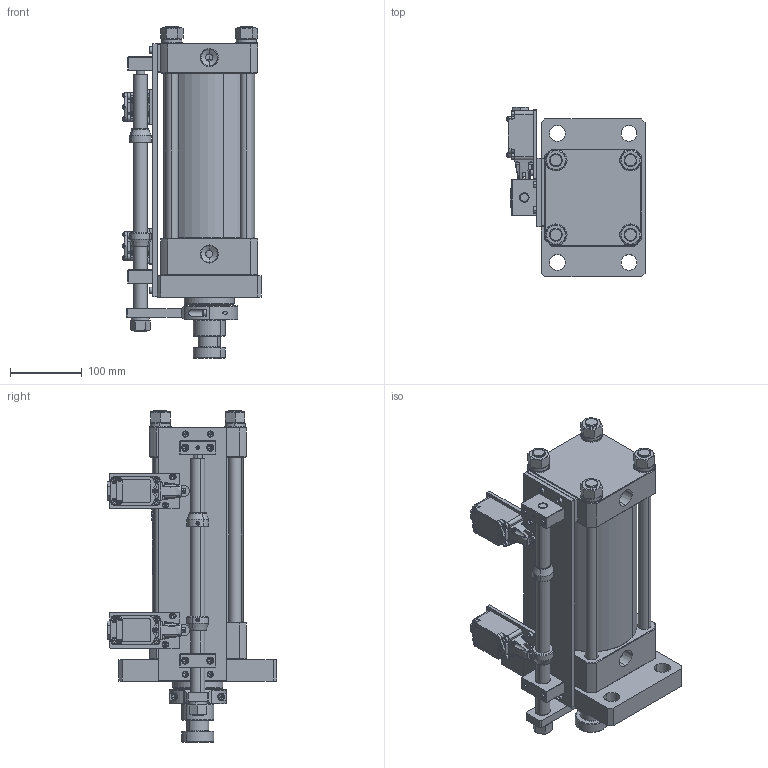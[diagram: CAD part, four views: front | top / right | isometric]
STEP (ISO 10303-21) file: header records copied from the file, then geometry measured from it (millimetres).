
FILE_DESCRIPTION (( 'STEP AP203' ), '1' );
FILE_NAME ('CHK-FA100x160-00.STEP', '2013-03-13T12:10:05', ( '微软用户' ), ( '微软中国' ), 'SwSTEP 2.0', 'SolidWorks 2011', '' );
FILE_SCHEMA (( 'CONFIG_CONTROL_DESIGN' ));
Products named in the file (37): CHK-FA100x160-00; 菜え16; hex socket set screws with flat point gb_GB_FASTENER_SCREWS_HSFP M5X10-N; hex socket set screws with flat point gb_GB_FASTENER_SCREWS_HSFP M5X5-N; hexagon socket head cap screws gb_GB_FASTENER_SCREWS_HSHCS M5X30-N; 俴最羲壽; cross recessed small pan head screws gb_GB_CROSS_SCREWS_TYPE3 M3.5X5-5-N; hexagon socket head cap screws gb_GB_FASTENER_SCREWS_HSHCS M5X10-N; CHK-FA100x130-18; hex nuts, style 1-grades ab gb_GB_FASTENER_NUT_SNAB1 M16-N; spring lock washers--normal type gb_GB_FASTENER_WASHER_SW 16; hexagon socket head cap screws gb_GB_FASTENER_SCREWS_HSHCS M5X20-N; CHK-FA100x130-17-1; CHK-FA100x130-16A; CHK-FA100x130-17-2; CHK-FA100x130-20; CHK-FA100x160-19; CHK-FA100x160-15; hexagon socket head cap screws gb_GB_FASTENER_SCREWS_HSHCS M5X35-N; CHK-FA100x130-14; CHK-FA100x130-13; hexagon socket head cap screws gb_GB_FASTENER_SCREWS_HSHCS M5X16-N; CHK-FA100x130-11; CHK-FA100x160-12; spring lock washers--normal type gb_GB_FASTENER_WASHER_SW 18; hex nuts, style 1-grades ab gb_GB_FASTENER_NUT_SNAB1 B M18-N; CHK-FA100x160-10; CHK-FA100x130-02; CHK-FA100x130-03; CHK-FA100x130-05; CHK-FA100x130-06; CHK-FA100x130-09; CHK-FA100x160-01; CHK-FA100x130-08; CHK-FA100x160-07; CHK-FA100x130-04
Assembly tree (76 placements, depth 3):
  CHK-FA100x160-00
    CHK-FA100x130-17-1
    CHK-FA100x130-16A
    CHK-FA100x130-17-2
    CHK-FA100x130-20  x2
    CHK-FA100x160-19
    CHK-FA100x160-15
    hexagon socket head cap screws gb_GB_FASTENER_SCREWS_HSHCS M5X35-N  x4
    菜え16  x5
    CHK-FA100x130-14
    CHK-FA100x130-13
    hex socket set screws with flat point gb_GB_FASTENER_SCREWS_HSFP M5X10-N
    hex socket set screws with flat point gb_GB_FASTENER_SCREWS_HSFP M5X5-N  x2
    俴最羲壽  x2
      cross recessed small pan head screws gb_GB_CROSS_SCREWS_TYPE3 M3.5X5-5-N
      俴最羲壽
    hexagon socket head cap screws gb_GB_FASTENER_SCREWS_HSHCS M5X16-N  x4
    CHK-FA100x130-11
    CHK-FA100x160-12
    CHK-FA100x160-10  x4
    hex nuts, style 1-grades ab gb_GB_FASTENER_NUT_SNAB1 B M18-N  x4
    hexagon socket head cap screws gb_GB_FASTENER_SCREWS_HSHCS M5X10-N  x4
    hexagon socket head cap screws gb_GB_FASTENER_SCREWS_HSHCS M5X30-N  x8
    CHK-FA100x130-08
    spring lock washers--normal type gb_GB_FASTENER_WASHER_SW 18  x4
    CHK-FA100x130-02
    CHK-FA100x130-03
    CHK-FA100x130-05
    CHK-FA100x130-06
    CHK-FA100x130-09
    CHK-FA100x130-04
    CHK-FA100x160-01
    CHK-FA100x160-07
    CHK-FA100x130-18  x2
    hex nuts, style 1-grades ab gb_GB_FASTENER_NUT_SNAB1 M16-N
    spring lock washers--normal type gb_GB_FASTENER_WASHER_SW 16
    hexagon socket head cap screws gb_GB_FASTENER_SCREWS_HSHCS M5X20-N  x2
Bounding box: 192.92 x 236 x 463 mm (x, y, z)
Volume: 5632584.1 mm3; surface area: 936415.1 mm2
Topology: 82 solids, 82 shells, 2833 faces, 7192 edges, 4517 vertices
Faces by surface type: plane 1319, cylinder 708, cone 308, bspline 288, torus 166, sphere 44
Entity records: 89346 total; most frequent: CARTESIAN_POINT 48333, ORIENTED_EDGE 7622, DIRECTION 7149, EDGE_CURVE 3811, AXIS2_PLACEMENT_3D 2815, VERTEX_POINT 2393, EDGE_LOOP 1826, ADVANCED_FACE 1586
